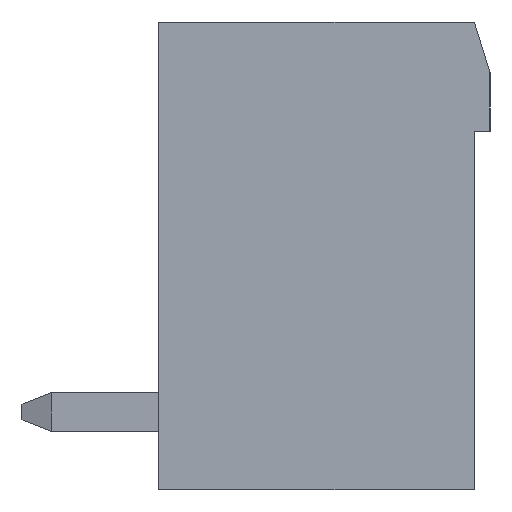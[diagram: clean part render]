
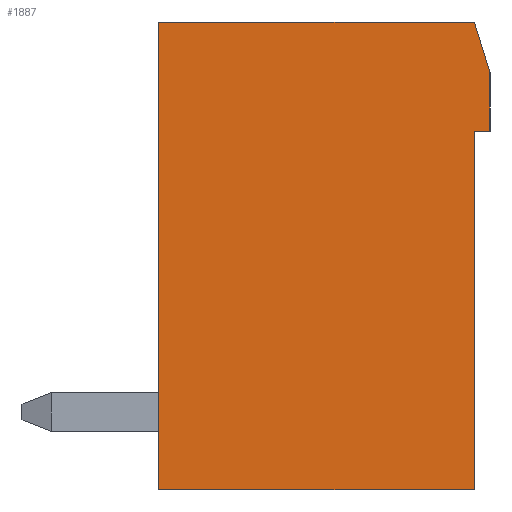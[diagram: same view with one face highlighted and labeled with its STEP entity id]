
A CAD part, left-side view. The second image highlights one B-rep face of the part: STEP entity #1887.
In plain terms, the highlighted planar face has unit normal (-1, 0, 0).
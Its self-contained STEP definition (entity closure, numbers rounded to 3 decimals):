
#1887 = ADVANCED_FACE( '', ( #3990 ), #3991, .T. );
#3990 = FACE_OUTER_BOUND( '', #6372, .T. );
#3991 = PLANE( '', #6373 );
#6372 = EDGE_LOOP( '', ( #11558, #11559, #11560, #11561, #11562, #11563, #11564 ) );
#6373 = AXIS2_PLACEMENT_3D( '', #11565, #11566, #11567 );
#11558 = ORIENTED_EDGE( '', *, *, #16656, .T. );
#11559 = ORIENTED_EDGE( '', *, *, #15928, .T. );
#11560 = ORIENTED_EDGE( '', *, *, #16891, .T. );
#11561 = ORIENTED_EDGE( '', *, *, #16892, .T. );
#11562 = ORIENTED_EDGE( '', *, *, #16537, .T. );
#11563 = ORIENTED_EDGE( '', *, *, #16893, .T. );
#11564 = ORIENTED_EDGE( '', *, *, #15815, .T. );
#11565 = CARTESIAN_POINT( '', ( -56.88, 0., 0. ) );
#11566 = DIRECTION( '', ( -1., 0., 0. ) );
#11567 = DIRECTION( '', ( 0., 0., 1. ) );
#15815 = EDGE_CURVE( '', #19520, #19521, #19522, .T. );
#15928 = EDGE_CURVE( '', #19704, #19702, #19705, .T. );
#16537 = EDGE_CURVE( '', #20605, #20606, #20607, .T. );
#16656 = EDGE_CURVE( '', #19521, #19704, #20775, .T. );
#16891 = EDGE_CURVE( '', #19702, #21098, #21099, .T. );
#16892 = EDGE_CURVE( '', #21098, #20605, #21100, .T. );
#16893 = EDGE_CURVE( '', #20606, #19520, #21101, .T. );
#19520 = VERTEX_POINT( '', #24722 );
#19521 = VERTEX_POINT( '', #24723 );
#19522 = LINE( '', #24724, #24725 );
#19702 = VERTEX_POINT( '', #24989 );
#19704 = VERTEX_POINT( '', #24992 );
#19705 = LINE( '', #24993, #24994 );
#20605 = VERTEX_POINT( '', #26312 );
#20606 = VERTEX_POINT( '', #26313 );
#20607 = LINE( '', #26314, #26315 );
#20775 = LINE( '', #26563, #26564 );
#21098 = VERTEX_POINT( '', #27045 );
#21099 = LINE( '', #27046, #27047 );
#21100 = LINE( '', #27048, #27049 );
#21101 = LINE( '', #27050, #27051 );
#24722 = CARTESIAN_POINT( '', ( -56.88, -4.45, 3.2 ) );
#24723 = CARTESIAN_POINT( '', ( -56.88, -4.45, 4.7 ) );
#24724 = CARTESIAN_POINT( '', ( -56.88, -4.45, 3.2 ) );
#24725 = VECTOR( '', #29351, 1000. );
#24989 = CARTESIAN_POINT( '', ( -56.88, 4.05, 6. ) );
#24992 = CARTESIAN_POINT( '', ( -56.88, -4.05, 6. ) );
#24993 = CARTESIAN_POINT( '', ( -56.88, -4.05, 6. ) );
#24994 = VECTOR( '', #29491, 1000. );
#26312 = CARTESIAN_POINT( '', ( -56.88, -4.05, -6. ) );
#26313 = CARTESIAN_POINT( '', ( -56.88, -4.05, 3.2 ) );
#26314 = CARTESIAN_POINT( '', ( -56.88, -4.05, -6. ) );
#26315 = VECTOR( '', #30030, 1000. );
#26563 = CARTESIAN_POINT( '', ( -56.88, -4.45, 4.7 ) );
#26564 = VECTOR( '', #30123, 1000. );
#27045 = CARTESIAN_POINT( '', ( -56.88, 4.05, -6. ) );
#27046 = CARTESIAN_POINT( '', ( -56.88, 4.05, 6. ) );
#27047 = VECTOR( '', #30312, 1000. );
#27048 = CARTESIAN_POINT( '', ( -56.88, 4.05, -6. ) );
#27049 = VECTOR( '', #30313, 1000. );
#27050 = CARTESIAN_POINT( '', ( -56.88, -4.05, 3.2 ) );
#27051 = VECTOR( '', #30314, 1000. );
#29351 = DIRECTION( '', ( 0., 0., 1. ) );
#29491 = DIRECTION( '', ( 0., 1., 0. ) );
#30030 = DIRECTION( '', ( 0., 0., 1. ) );
#30123 = DIRECTION( '', ( 0., 0.294, 0.956 ) );
#30312 = DIRECTION( '', ( 0., 0., -1. ) );
#30313 = DIRECTION( '', ( 0., -1., 0. ) );
#30314 = DIRECTION( '', ( 0., -1., 0. ) );
